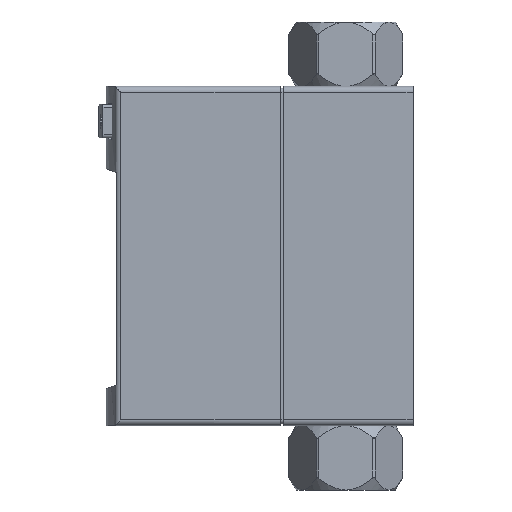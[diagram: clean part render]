
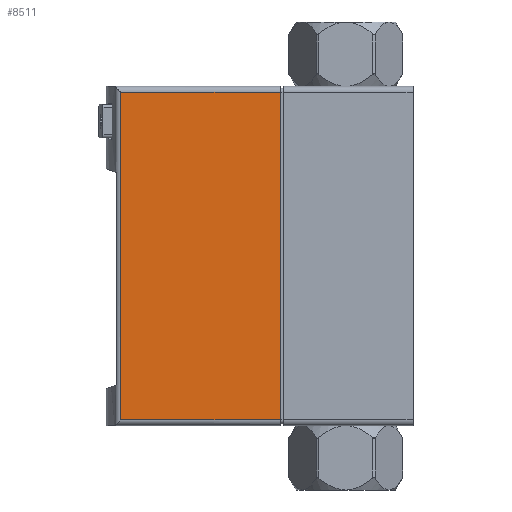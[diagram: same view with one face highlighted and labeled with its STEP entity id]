
A CAD part, left-side view. The second image highlights one B-rep face of the part: STEP entity #8511.
In plain terms, the highlighted planar face has unit normal (-1, 0, 0).
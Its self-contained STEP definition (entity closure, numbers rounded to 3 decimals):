
#762=ORIENTED_EDGE('',*,*,#2581,.T.);
#763=ORIENTED_EDGE('',*,*,#2582,.T.);
#764=ORIENTED_EDGE('',*,*,#2583,.F.);
#765=ORIENTED_EDGE('',*,*,#2579,.T.);
#2579=EDGE_CURVE('',#3474,#3473,#4044,.T.);
#2581=EDGE_CURVE('',#3473,#3475,#4045,.T.);
#2582=EDGE_CURVE('',#3475,#3476,#4046,.T.);
#2583=EDGE_CURVE('',#3474,#3476,#4047,.T.);
#3473=VERTEX_POINT('',#11879);
#3474=VERTEX_POINT('',#11881);
#3475=VERTEX_POINT('',#11885);
#3476=VERTEX_POINT('',#11887);
#4044=LINE('',#11880,#4670);
#4045=LINE('',#11884,#4671);
#4046=LINE('',#11886,#4672);
#4047=LINE('',#11888,#4673);
#4670=VECTOR('',#9852,1000.);
#4671=VECTOR('',#9857,1000.);
#4672=VECTOR('',#9858,1000.);
#4673=VECTOR('',#9859,1000.);
#5165=EDGE_LOOP('',(#762,#763,#764,#765));
#5601=FACE_BOUND('',#5165,.T.);
#6018=PLANE('',#8963);
#8511=ADVANCED_FACE('',(#5601),#6018,.F.);
#8963=AXIS2_PLACEMENT_3D('',#11883,#9855,#9856);
#9852=DIRECTION('',(0.,0.,-1.));
#9855=DIRECTION('',(1.,0.,0.));
#9856=DIRECTION('',(0.,0.,-1.));
#9857=DIRECTION('',(0.,-1.,0.));
#9858=DIRECTION('',(0.,0.,1.));
#9859=DIRECTION('',(0.,-1.,0.));
#11879=CARTESIAN_POINT('',(-10.,49.984,-28.));
#11880=CARTESIAN_POINT('',(-10.,49.984,29.));
#11881=CARTESIAN_POINT('',(-10.,49.984,28.));
#11883=CARTESIAN_POINT('',(-10.,52.5,-28.));
#11884=CARTESIAN_POINT('',(-10.,52.5,-28.));
#11885=CARTESIAN_POINT('',(-10.,22.7,-28.));
#11886=CARTESIAN_POINT('',(-10.,22.7,-28.));
#11887=CARTESIAN_POINT('',(-10.,22.7,28.));
#11888=CARTESIAN_POINT('',(-10.,52.5,28.));
